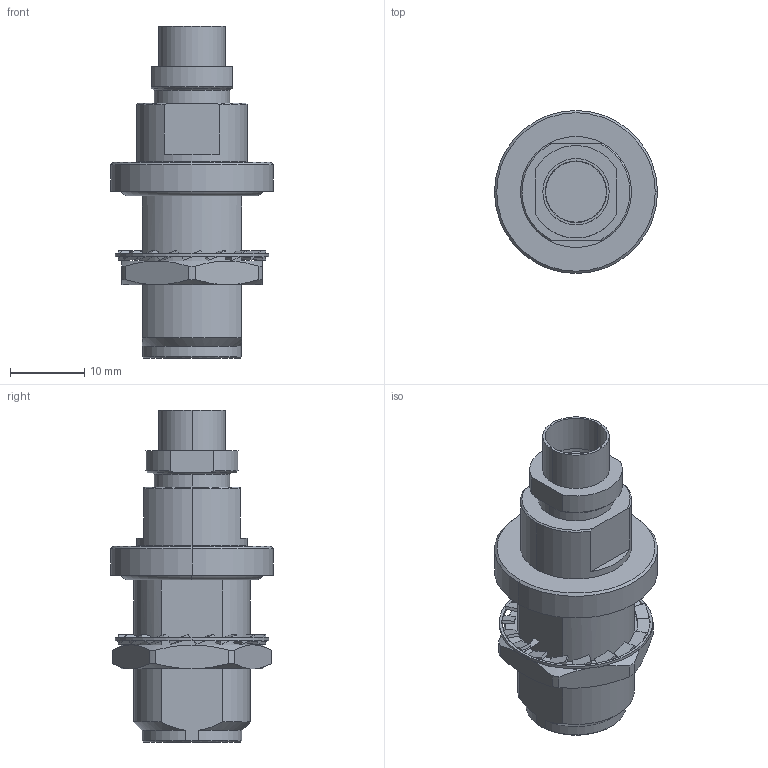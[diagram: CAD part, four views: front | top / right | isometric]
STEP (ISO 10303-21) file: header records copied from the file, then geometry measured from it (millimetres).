
FILE_DESCRIPTION (( 'STEP AP203' ), '1' );
FILE_NAME ('R163.328.L00A.STEP', '2015-03-04T14:51:57', ( '' ), ( '' ), 'SwSTEP 2.0', 'SolidWorks 2014', '' );
FILE_SCHEMA (( 'CONFIG_CONTROL_DESIGN' ));
Length unit declared in the file: metre
Products named in the file (1): R163.328.L00A
Bounding box: 22 x 22 x 44.82 mm (x, y, z)
Volume: 7358.8 mm3; surface area: 4156.3 mm2
Topology: 2 solids, 2 shells, 247 faces, 679 edges, 443 vertices
Faces by surface type: plane 121, cylinder 75, cone 47, torus 4
Entity records: 8379 total; most frequent: CARTESIAN_POINT 2066, ORIENTED_EDGE 1358, DIRECTION 1274, EDGE_CURVE 679, AXIS2_PLACEMENT_3D 515, VERTEX_POINT 443, EDGE_LOOP 296, CIRCLE 267
